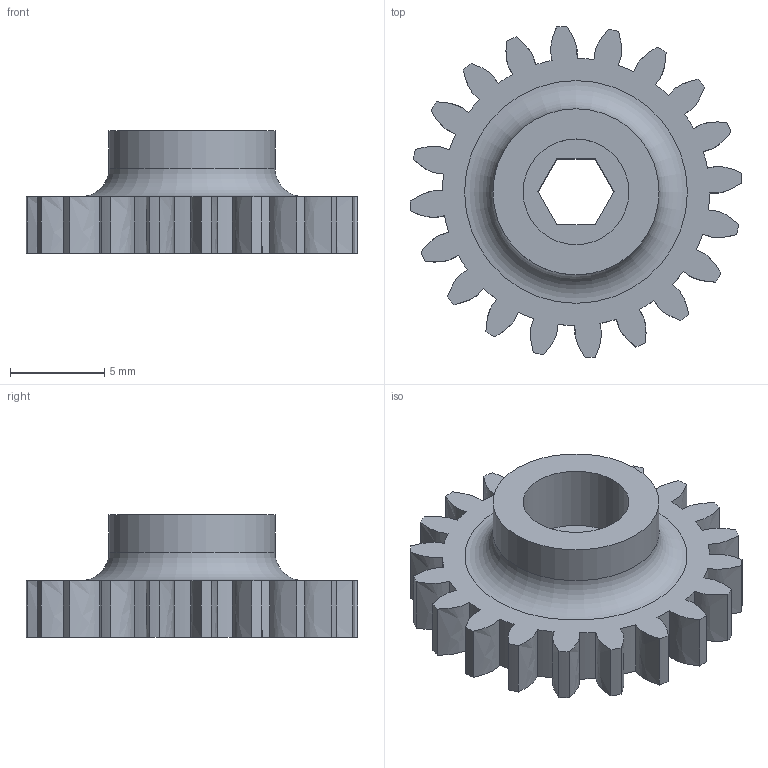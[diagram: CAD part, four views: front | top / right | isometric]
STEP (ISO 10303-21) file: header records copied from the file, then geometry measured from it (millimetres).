
FILE_DESCRIPTION(/* description */ ('Alibre Inc.'),/* implementation_level */ '2;1');
FILE_NAME(/* name */ 'export0',/* time_stamp */ '2013-10-11T23:18:37+01:00',/* author */ (''),/* organization */ (''),/* preprocessor_version */ 'ST-DEVELOPER v14',/* originating_system */ 'Alibre',/* authorisation */ '');
FILE_SCHEMA (('CONFIG_CONTROL_DESIGN'));
Length unit declared in the file: centimetre
Products named in the file (1): ID_1
Bounding box: 17.57 x 17.57 x 6.5 mm (x, y, z)
Volume: 701.5 mm3; surface area: 859.2 mm2
Topology: 1 solids, 1 shells, 93 faces, 266 edges, 177 vertices
Faces by surface type: cylinder 42, bspline 40, plane 10, torus 1
Full cylindrical faces by diameter (mm): 5.6 x1, 8.8 x1
Entity records: 5116 total; most frequent: CARTESIAN_POINT 2812, ORIENTED_EDGE 526, DIRECTION 362, EDGE_CURVE 263, VERTEX_POINT 177, AXIS2_PLACEMENT_3D 137, EDGE_LOOP 100, FACE_BOUND 100
